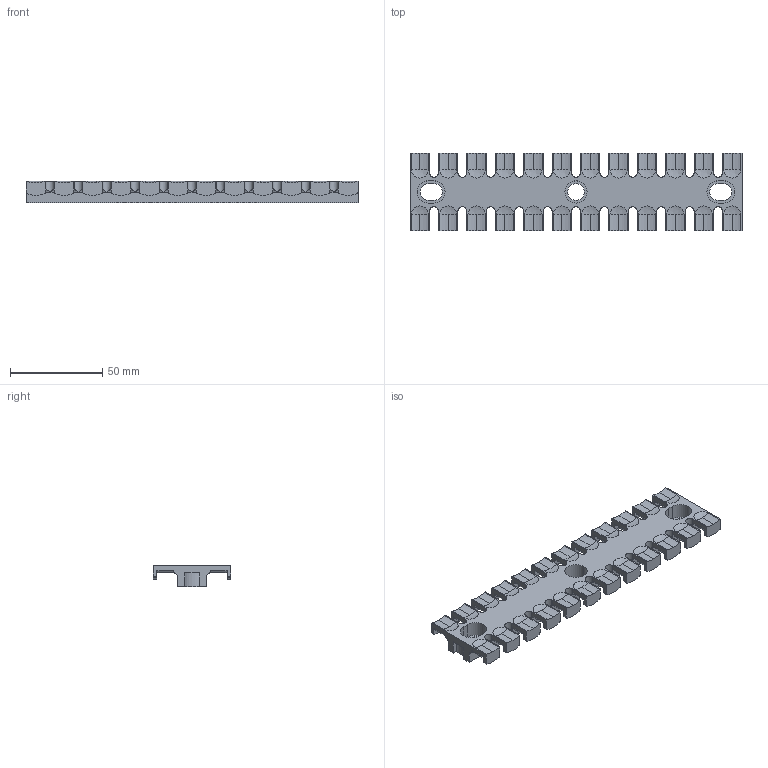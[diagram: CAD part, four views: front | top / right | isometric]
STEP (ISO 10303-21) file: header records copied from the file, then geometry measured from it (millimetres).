
FILE_DESCRIPTION (( 'STEP AP203' ), '1' );
FILE_NAME ('566126.step', '2020-12-17T18:36:45', ( '' ), ( '' ), 'SwSTEP 2.0', 'SolidWorks 2019', '' );
FILE_SCHEMA (( 'CONFIG_CONTROL_DESIGN' ));
Length unit declared in the file: millimetre
Products named in the file (1): 566126
Bounding box: 180 x 42 x 11.5 mm (x, y, z)
Volume: 35467.4 mm3; surface area: 23880.8 mm2
Topology: 1 solids, 1 shells, 478 faces, 1337 edges, 868 vertices
Faces by surface type: cylinder 251, plane 203, sphere 24
Entity records: 17220 total; most frequent: CARTESIAN_POINT 4502, DIRECTION 2711, ORIENTED_EDGE 2674, EDGE_CURVE 1337, AXIS2_PLACEMENT_3D 939, VERTEX_POINT 868, VECTOR 833, LINE 833
